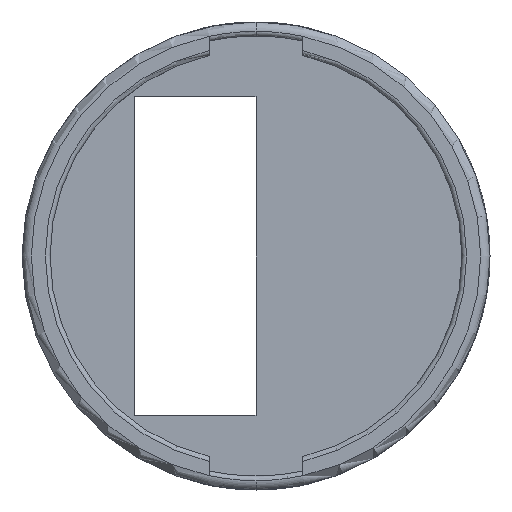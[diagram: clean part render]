
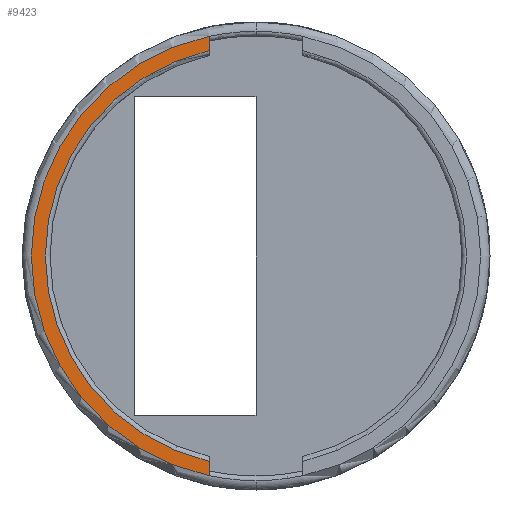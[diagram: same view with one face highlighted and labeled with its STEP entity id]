
A CAD part, front view. The second image highlights one B-rep face of the part: STEP entity #9423.
In plain terms, the highlighted planar face has unit normal (0, -1, 0).
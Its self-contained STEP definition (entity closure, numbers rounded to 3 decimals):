
#94 = DIRECTION ( 'NONE',  ( 0., 1., 0. ) ) ;
#323 = AXIS2_PLACEMENT_3D ( 'NONE', #1636, #3481, #10139 ) ;
#404 = DIRECTION ( 'NONE',  ( 0., 0., 1. ) ) ;
#1006 = CARTESIAN_POINT ( 'NONE',  ( -2.5, -35., 10.969 ) ) ;
#1025 = EDGE_LOOP ( 'NONE', ( #1134, #4382, #10453, #6870 ) ) ;
#1134 = ORIENTED_EDGE ( 'NONE', *, *, #7658, .F. ) ;
#1618 = EDGE_CURVE ( 'NONE', #12035, #2341, #3479, .T. ) ;
#1636 = CARTESIAN_POINT ( 'NONE',  ( 0., -35., 0. ) ) ;
#1828 = CARTESIAN_POINT ( 'NONE',  ( -2.5, -35., -11.481 ) ) ;
#2341 = VERTEX_POINT ( 'NONE', #1006 ) ;
#3009 = VECTOR ( 'NONE', #12166, 1000. ) ;
#3479 = CIRCLE ( 'NONE', #11933, 11.25 ) ;
#3481 = DIRECTION ( 'NONE',  ( 0., -1., 0. ) ) ;
#3712 = CIRCLE ( 'NONE', #323, 12. ) ;
#4039 = DIRECTION ( 'NONE',  ( 0., 0., -1. ) ) ;
#4187 = CARTESIAN_POINT ( 'NONE',  ( -2.5, -35., -10.969 ) ) ;
#4218 = AXIS2_PLACEMENT_3D ( 'NONE', #5115, #11816, #404 ) ;
#4382 = ORIENTED_EDGE ( 'NONE', *, *, #5651, .T. ) ;
#4599 = LINE ( 'NONE', #1828, #3009 ) ;
#4944 = CARTESIAN_POINT ( 'NONE',  ( 0., -35., 0. ) ) ;
#5115 = CARTESIAN_POINT ( 'NONE',  ( 0., -35., 0. ) ) ;
#5562 = CARTESIAN_POINT ( 'NONE',  ( -2.5, -35., 11.737 ) ) ;
#5651 = EDGE_CURVE ( 'NONE', #7650, #6379, #3712, .T. ) ;
#5865 = CARTESIAN_POINT ( 'NONE',  ( -2.5, -35., -11.737 ) ) ;
#6379 = VERTEX_POINT ( 'NONE', #5865 ) ;
#6773 = DIRECTION ( 'NONE',  ( 0., 0., 1. ) ) ;
#6870 = ORIENTED_EDGE ( 'NONE', *, *, #1618, .T. ) ;
#7650 = VERTEX_POINT ( 'NONE', #5562 ) ;
#7658 = EDGE_CURVE ( 'NONE', #7650, #2341, #8699, .T. ) ;
#8392 = VECTOR ( 'NONE', #4039, 1000. ) ;
#8699 = LINE ( 'NONE', #11760, #8392 ) ;
#8805 = FACE_OUTER_BOUND ( 'NONE', #1025, .T. ) ;
#9423 = ADVANCED_FACE ( 'NONE', ( #8805 ), #10869, .F. ) ;
#10139 = DIRECTION ( 'NONE',  ( 0., 0., 1. ) ) ;
#10453 = ORIENTED_EDGE ( 'NONE', *, *, #11414, .F. ) ;
#10869 = PLANE ( 'NONE',  #4218 ) ;
#11414 = EDGE_CURVE ( 'NONE', #12035, #6379, #4599, .T. ) ;
#11760 = CARTESIAN_POINT ( 'NONE',  ( -2.5, -35., 10.712 ) ) ;
#11816 = DIRECTION ( 'NONE',  ( 0., 1., 0. ) ) ;
#11933 = AXIS2_PLACEMENT_3D ( 'NONE', #4944, #94, #6773 ) ;
#12035 = VERTEX_POINT ( 'NONE', #4187 ) ;
#12166 = DIRECTION ( 'NONE',  ( 0., 0., -1. ) ) ;
